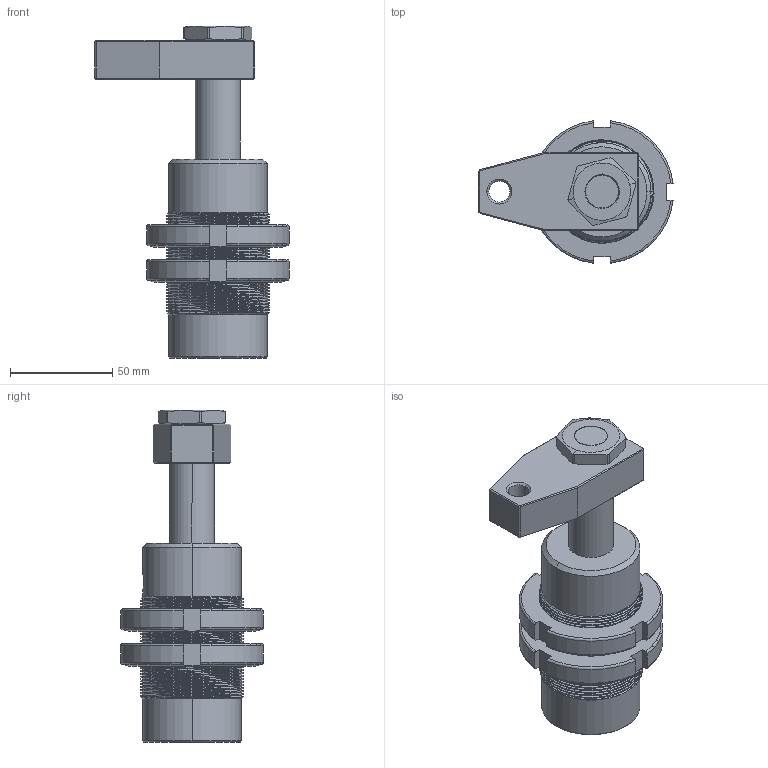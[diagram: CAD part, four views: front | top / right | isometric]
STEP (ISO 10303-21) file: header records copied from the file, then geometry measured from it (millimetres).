
FILE_DESCRIPTION (( 'STEP AP214' ), '1' );
FILE_NAME ('NFT-32B.STEP', '2019-05-22T12:01:29', ( '' ), ( '' ), 'SwSTEP 2.0', 'SolidWorks 2016', '' );
FILE_SCHEMA (( 'AUTOMOTIVE_DESIGN' ));
Length unit declared in the file: millimetre
Products named in the file (5): NFT-32B; 揤旋-32; 蹟簽-32; 埴蹟譫-32; NFT-32B-bt
Assembly tree (5 placements, depth 2):
  NFT-32B
    NFT-32B-bt
    埴蹟譫-32  x2
    蹟簽-32
    揤旋-32
Bounding box: 94.77 x 69.52 x 162 mm (x, y, z)
Volume: 287135.5 mm3; surface area: 57967 mm2
Topology: 5 solids, 5 shells, 309 faces, 824 edges, 533 vertices
Faces by surface type: cylinder 168, plane 82, cone 29, torus 18, bspline 12
Entity records: 16550 total; most frequent: CARTESIAN_POINT 10634, ORIENTED_EDGE 1372, DIRECTION 1016, EDGE_CURVE 686, VERTEX_POINT 441, AXIS2_PLACEMENT_3D 372, EDGE_LOOP 277, LINE 272
